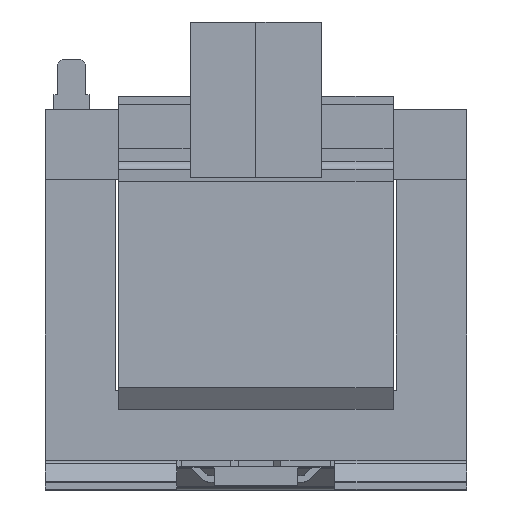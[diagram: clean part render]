
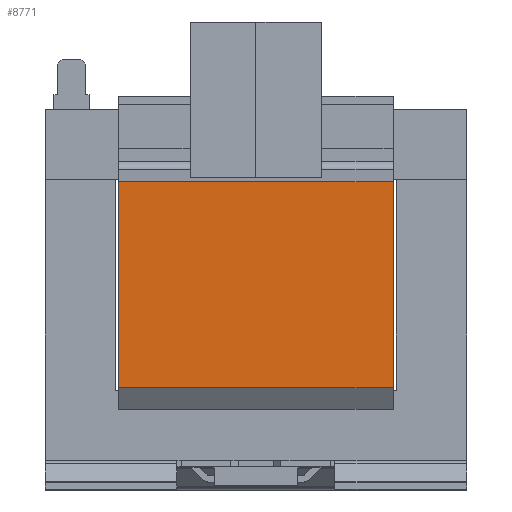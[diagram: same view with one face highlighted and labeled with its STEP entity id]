
A CAD part, top view. The second image highlights one B-rep face of the part: STEP entity #8771.
In plain terms, the highlighted planar face has unit normal (0, 0, 1).
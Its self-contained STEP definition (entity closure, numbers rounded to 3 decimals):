
#89 = DIRECTION ( 'NONE',  ( 0., -1., 0. ) ) ;
#365 = EDGE_LOOP ( 'NONE', ( #7893, #7742, #2987, #7726 ) ) ;
#679 = CARTESIAN_POINT ( 'NONE',  ( 31.25, 23.5, 48.65 ) ) ;
#686 = LINE ( 'NONE', #4944, #7189 ) ;
#746 = LINE ( 'NONE', #2231, #3534 ) ;
#961 = CARTESIAN_POINT ( 'NONE',  ( 31.25, -23.5, 48.65 ) ) ;
#1214 = VERTEX_POINT ( 'NONE', #7399 ) ;
#1416 = VERTEX_POINT ( 'NONE', #961 ) ;
#1543 = CARTESIAN_POINT ( 'NONE',  ( 31.25, 23.5, 48.65 ) ) ;
#1858 = VERTEX_POINT ( 'NONE', #11120 ) ;
#2231 = CARTESIAN_POINT ( 'NONE',  ( 31.25, 23.5, 48.65 ) ) ;
#2987 = ORIENTED_EDGE ( 'NONE', *, *, #8898, .F. ) ;
#3227 = FACE_OUTER_BOUND ( 'NONE', #365, .T. ) ;
#3327 = EDGE_CURVE ( 'NONE', #1214, #1858, #12252, .T. ) ;
#3534 = VECTOR ( 'NONE', #89, 1000. ) ;
#3650 = LINE ( 'NONE', #679, #5362 ) ;
#3668 = VERTEX_POINT ( 'NONE', #1543 ) ;
#4084 = DIRECTION ( 'NONE',  ( -1., 0., 0. ) ) ;
#4944 = CARTESIAN_POINT ( 'NONE',  ( 31.25, -23.5, 48.65 ) ) ;
#5353 = EDGE_CURVE ( 'NONE', #3668, #1214, #3650, .T. ) ;
#5362 = VECTOR ( 'NONE', #5637, 1000. ) ;
#5637 = DIRECTION ( 'NONE',  ( -1., 0., 0. ) ) ;
#5864 = DIRECTION ( 'NONE',  ( 0., 0., -1. ) ) ;
#6940 = PLANE ( 'NONE',  #8486 ) ;
#7135 = VECTOR ( 'NONE', #7683, 1000. ) ;
#7189 = VECTOR ( 'NONE', #4084, 1000. ) ;
#7399 = CARTESIAN_POINT ( 'NONE',  ( -31.25, 23.5, 48.65 ) ) ;
#7683 = DIRECTION ( 'NONE',  ( 0., -1., 0. ) ) ;
#7726 = ORIENTED_EDGE ( 'NONE', *, *, #5353, .T. ) ;
#7742 = ORIENTED_EDGE ( 'NONE', *, *, #10536, .F. ) ;
#7893 = ORIENTED_EDGE ( 'NONE', *, *, #3327, .T. ) ;
#8486 = AXIS2_PLACEMENT_3D ( 'NONE', #10788, #5864, #12800 ) ;
#8771 = ADVANCED_FACE ( 'NONE', ( #3227 ), #6940, .F. ) ;
#8898 = EDGE_CURVE ( 'NONE', #3668, #1416, #746, .T. ) ;
#10536 = EDGE_CURVE ( 'NONE', #1416, #1858, #686, .T. ) ;
#10788 = CARTESIAN_POINT ( 'NONE',  ( 31.25, 23.5, 48.65 ) ) ;
#11120 = CARTESIAN_POINT ( 'NONE',  ( -31.25, -23.5, 48.65 ) ) ;
#12252 = LINE ( 'NONE', #12726, #7135 ) ;
#12726 = CARTESIAN_POINT ( 'NONE',  ( -31.25, 23.5, 48.65 ) ) ;
#12800 = DIRECTION ( 'NONE',  ( -1., 0., 0. ) ) ;
